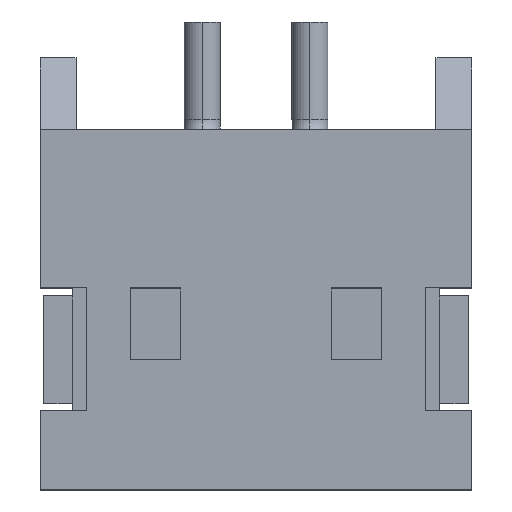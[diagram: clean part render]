
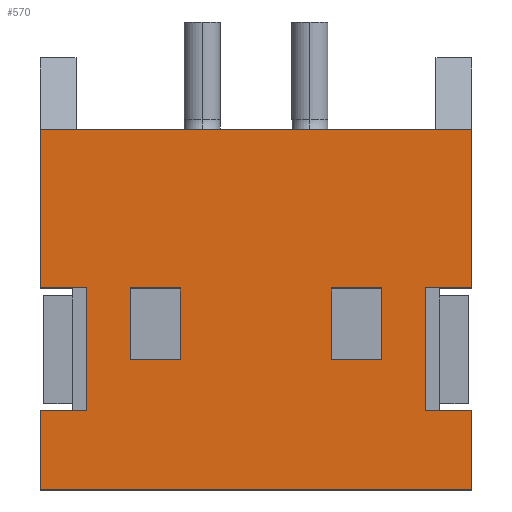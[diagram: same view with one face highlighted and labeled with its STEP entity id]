
A CAD part, top view. The second image highlights one B-rep face of the part: STEP entity #570.
In plain terms, the highlighted planar face has unit normal (0, 0, 1).
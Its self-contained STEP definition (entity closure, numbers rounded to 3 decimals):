
#142 = VERTEX_POINT('',#143);
#143 = CARTESIAN_POINT('',(-3.,-2.5,3.7));
#149 = EDGE_CURVE('',#150,#142,#152,.T.);
#150 = VERTEX_POINT('',#151);
#151 = CARTESIAN_POINT('',(-2.35,-2.5,3.7));
#152 = LINE('',#153,#154);
#153 = CARTESIAN_POINT('',(-3.,-2.5,3.7));
#154 = VECTOR('',#155,1.);
#155 = DIRECTION('',(-1.,0.,0.));
#277 = VERTEX_POINT('',#278);
#278 = CARTESIAN_POINT('',(-2.35,-0.8,3.7));
#284 = EDGE_CURVE('',#285,#277,#287,.T.);
#285 = VERTEX_POINT('',#286);
#286 = CARTESIAN_POINT('',(-3.,-0.8,3.7));
#287 = LINE('',#288,#289);
#288 = CARTESIAN_POINT('',(-3.,-0.8,3.7));
#289 = VECTOR('',#290,1.);
#290 = DIRECTION('',(1.,0.,0.));
#400 = EDGE_CURVE('',#277,#150,#401,.T.);
#401 = LINE('',#402,#403);
#402 = CARTESIAN_POINT('',(-2.35,-0.8,3.7));
#403 = VECTOR('',#404,1.);
#404 = DIRECTION('',(0.,-1.,0.));
#570 = ADVANCED_FACE('',(#571,#605,#639),#714,.F.);
#571 = FACE_BOUND('',#572,.T.);
#572 = EDGE_LOOP('',(#573,#583,#591,#599));
#573 = ORIENTED_EDGE('',*,*,#574,.T.);
#574 = EDGE_CURVE('',#575,#577,#579,.T.);
#575 = VERTEX_POINT('',#576);
#576 = CARTESIAN_POINT('',(-1.75,-1.8,3.7));
#577 = VERTEX_POINT('',#578);
#578 = CARTESIAN_POINT('',(-1.75,-0.8,3.7));
#579 = LINE('',#580,#581);
#580 = CARTESIAN_POINT('',(-1.75,-0.8,3.7));
#581 = VECTOR('',#582,1.);
#582 = DIRECTION('',(0.,1.,0.));
#583 = ORIENTED_EDGE('',*,*,#584,.T.);
#584 = EDGE_CURVE('',#577,#585,#587,.T.);
#585 = VERTEX_POINT('',#586);
#586 = CARTESIAN_POINT('',(-1.05,-0.8,3.7));
#587 = LINE('',#588,#589);
#588 = CARTESIAN_POINT('',(-1.75,-0.8,3.7));
#589 = VECTOR('',#590,1.);
#590 = DIRECTION('',(1.,0.,0.));
#591 = ORIENTED_EDGE('',*,*,#592,.T.);
#592 = EDGE_CURVE('',#585,#593,#595,.T.);
#593 = VERTEX_POINT('',#594);
#594 = CARTESIAN_POINT('',(-1.05,-1.8,3.7));
#595 = LINE('',#596,#597);
#596 = CARTESIAN_POINT('',(-1.05,-0.8,3.7));
#597 = VECTOR('',#598,1.);
#598 = DIRECTION('',(0.,-1.,0.));
#599 = ORIENTED_EDGE('',*,*,#600,.T.);
#600 = EDGE_CURVE('',#593,#575,#601,.T.);
#601 = LINE('',#602,#603);
#602 = CARTESIAN_POINT('',(-1.75,-1.8,3.7));
#603 = VECTOR('',#604,1.);
#604 = DIRECTION('',(-1.,0.,0.));
#605 = FACE_BOUND('',#606,.T.);
#606 = EDGE_LOOP('',(#607,#617,#625,#633));
#607 = ORIENTED_EDGE('',*,*,#608,.F.);
#608 = EDGE_CURVE('',#609,#611,#613,.T.);
#609 = VERTEX_POINT('',#610);
#610 = CARTESIAN_POINT('',(1.75,-0.8,3.7));
#611 = VERTEX_POINT('',#612);
#612 = CARTESIAN_POINT('',(1.05,-0.8,3.7));
#613 = LINE('',#614,#615);
#614 = CARTESIAN_POINT('',(1.75,-0.8,3.7));
#615 = VECTOR('',#616,1.);
#616 = DIRECTION('',(-1.,0.,0.));
#617 = ORIENTED_EDGE('',*,*,#618,.F.);
#618 = EDGE_CURVE('',#619,#609,#621,.T.);
#619 = VERTEX_POINT('',#620);
#620 = CARTESIAN_POINT('',(1.75,-1.8,3.7));
#621 = LINE('',#622,#623);
#622 = CARTESIAN_POINT('',(1.75,-0.8,3.7));
#623 = VECTOR('',#624,1.);
#624 = DIRECTION('',(0.,1.,0.));
#625 = ORIENTED_EDGE('',*,*,#626,.F.);
#626 = EDGE_CURVE('',#627,#619,#629,.T.);
#627 = VERTEX_POINT('',#628);
#628 = CARTESIAN_POINT('',(1.05,-1.8,3.7));
#629 = LINE('',#630,#631);
#630 = CARTESIAN_POINT('',(1.75,-1.8,3.7));
#631 = VECTOR('',#632,1.);
#632 = DIRECTION('',(1.,0.,0.));
#633 = ORIENTED_EDGE('',*,*,#634,.F.);
#634 = EDGE_CURVE('',#611,#627,#635,.T.);
#635 = LINE('',#636,#637);
#636 = CARTESIAN_POINT('',(1.05,-0.8,3.7));
#637 = VECTOR('',#638,1.);
#638 = DIRECTION('',(0.,-1.,0.));
#639 = FACE_BOUND('',#640,.T.);
#640 = EDGE_LOOP('',(#641,#642,#643,#644,#652,#660,#668,#676,#684,#692,
    #700,#708));
#641 = ORIENTED_EDGE('',*,*,#284,.T.);
#642 = ORIENTED_EDGE('',*,*,#400,.T.);
#643 = ORIENTED_EDGE('',*,*,#149,.T.);
#644 = ORIENTED_EDGE('',*,*,#645,.T.);
#645 = EDGE_CURVE('',#142,#646,#648,.T.);
#646 = VERTEX_POINT('',#647);
#647 = CARTESIAN_POINT('',(-3.,-3.6,3.7));
#648 = LINE('',#649,#650);
#649 = CARTESIAN_POINT('',(-3.,-3.6,3.7));
#650 = VECTOR('',#651,1.);
#651 = DIRECTION('',(0.,-1.,0.));
#652 = ORIENTED_EDGE('',*,*,#653,.F.);
#653 = EDGE_CURVE('',#654,#646,#656,.T.);
#654 = VERTEX_POINT('',#655);
#655 = CARTESIAN_POINT('',(3.,-3.6,3.7));
#656 = LINE('',#657,#658);
#657 = CARTESIAN_POINT('',(3.,-3.6,3.7));
#658 = VECTOR('',#659,1.);
#659 = DIRECTION('',(-1.,0.,0.));
#660 = ORIENTED_EDGE('',*,*,#661,.F.);
#661 = EDGE_CURVE('',#662,#654,#664,.T.);
#662 = VERTEX_POINT('',#663);
#663 = CARTESIAN_POINT('',(3.,-2.5,3.7));
#664 = LINE('',#665,#666);
#665 = CARTESIAN_POINT('',(3.,-3.6,3.7));
#666 = VECTOR('',#667,1.);
#667 = DIRECTION('',(0.,-1.,0.));
#668 = ORIENTED_EDGE('',*,*,#669,.F.);
#669 = EDGE_CURVE('',#670,#662,#672,.T.);
#670 = VERTEX_POINT('',#671);
#671 = CARTESIAN_POINT('',(2.35,-2.5,3.7));
#672 = LINE('',#673,#674);
#673 = CARTESIAN_POINT('',(3.,-2.5,3.7));
#674 = VECTOR('',#675,1.);
#675 = DIRECTION('',(1.,0.,0.));
#676 = ORIENTED_EDGE('',*,*,#677,.F.);
#677 = EDGE_CURVE('',#678,#670,#680,.T.);
#678 = VERTEX_POINT('',#679);
#679 = CARTESIAN_POINT('',(2.35,-0.8,3.7));
#680 = LINE('',#681,#682);
#681 = CARTESIAN_POINT('',(2.35,-0.8,3.7));
#682 = VECTOR('',#683,1.);
#683 = DIRECTION('',(0.,-1.,0.));
#684 = ORIENTED_EDGE('',*,*,#685,.F.);
#685 = EDGE_CURVE('',#686,#678,#688,.T.);
#686 = VERTEX_POINT('',#687);
#687 = CARTESIAN_POINT('',(3.,-0.8,3.7));
#688 = LINE('',#689,#690);
#689 = CARTESIAN_POINT('',(3.,-0.8,3.7));
#690 = VECTOR('',#691,1.);
#691 = DIRECTION('',(-1.,0.,0.));
#692 = ORIENTED_EDGE('',*,*,#693,.F.);
#693 = EDGE_CURVE('',#694,#686,#696,.T.);
#694 = VERTEX_POINT('',#695);
#695 = CARTESIAN_POINT('',(3.,1.4,3.7));
#696 = LINE('',#697,#698);
#697 = CARTESIAN_POINT('',(3.,-3.6,3.7));
#698 = VECTOR('',#699,1.);
#699 = DIRECTION('',(0.,-1.,0.));
#700 = ORIENTED_EDGE('',*,*,#701,.T.);
#701 = EDGE_CURVE('',#694,#702,#704,.T.);
#702 = VERTEX_POINT('',#703);
#703 = CARTESIAN_POINT('',(-3.,1.4,3.7));
#704 = LINE('',#705,#706);
#705 = CARTESIAN_POINT('',(3.,1.4,3.7));
#706 = VECTOR('',#707,1.);
#707 = DIRECTION('',(-1.,0.,0.));
#708 = ORIENTED_EDGE('',*,*,#709,.T.);
#709 = EDGE_CURVE('',#702,#285,#710,.T.);
#710 = LINE('',#711,#712);
#711 = CARTESIAN_POINT('',(-3.,-3.6,3.7));
#712 = VECTOR('',#713,1.);
#713 = DIRECTION('',(0.,-1.,0.));
#714 = PLANE('',#715);
#715 = AXIS2_PLACEMENT_3D('',#716,#717,#718);
#716 = CARTESIAN_POINT('',(3.,-3.6,3.7));
#717 = DIRECTION('',(0.,0.,-1.));
#718 = DIRECTION('',(0.,1.,0.));
